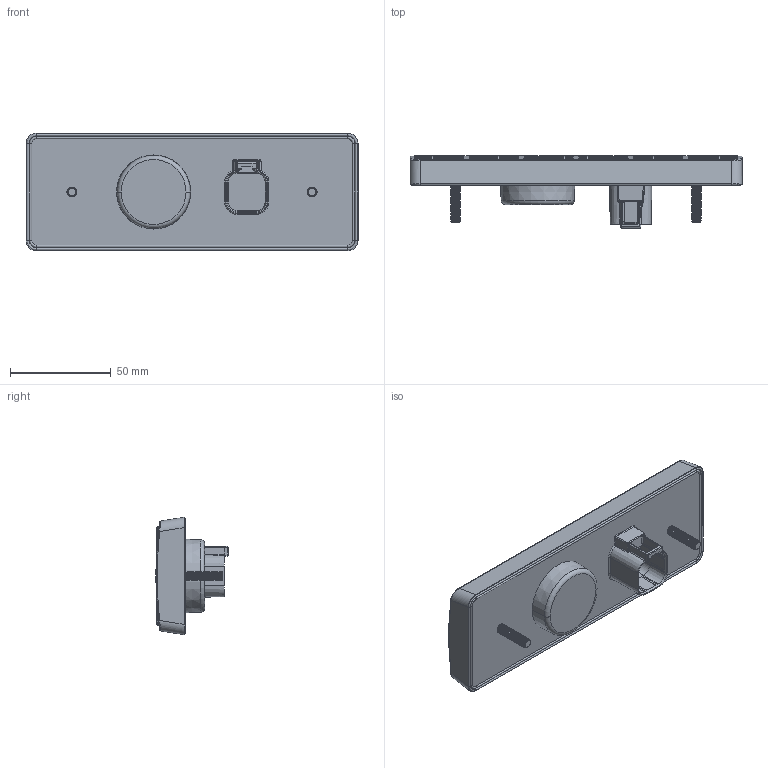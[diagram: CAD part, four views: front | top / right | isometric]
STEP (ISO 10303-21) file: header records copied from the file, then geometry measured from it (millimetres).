
FILE_DESCRIPTION((''),'2;1');
FILE_NAME('DEFAULT_REP_SW0001','2017-11-07T13:49:31',('adamlydecker'),(''),'CREO PARAMETRIC BY PTC INC, 2017110','CREO PARAMETRIC BY PTC INC, 2017110','');
FILE_SCHEMA(('AUTOMOTIVE_DESIGN { 1 0 10303 214 1 1 1 1 }'));
Products named in the file (1): DEFAULT_REP_SW0001
Bounding box: 164.85 x 35.8 x 58.42 mm (x, y, z)
Volume: 132416.3 mm3; surface area: 32570.4 mm2
Topology: 1 solids, 4 shells, 663 faces, 1735 edges, 1095 vertices
Faces by surface type: cylinder 321, bspline 120, plane 114, torus 58, extrusion 24, cone 22, sphere 4
Entity records: 51594 total; most frequent: CARTESIAN_POINT 32595, ORIENTED_EDGE 3472, DIRECTION 2380, EDGE_CURVE 1736, VERTEX_POINT 1095, AXIS2_PLACEMENT_3D 884, B_SPLINE_CURVE_WITH_KNOTS 815, EDGE_LOOP 681
